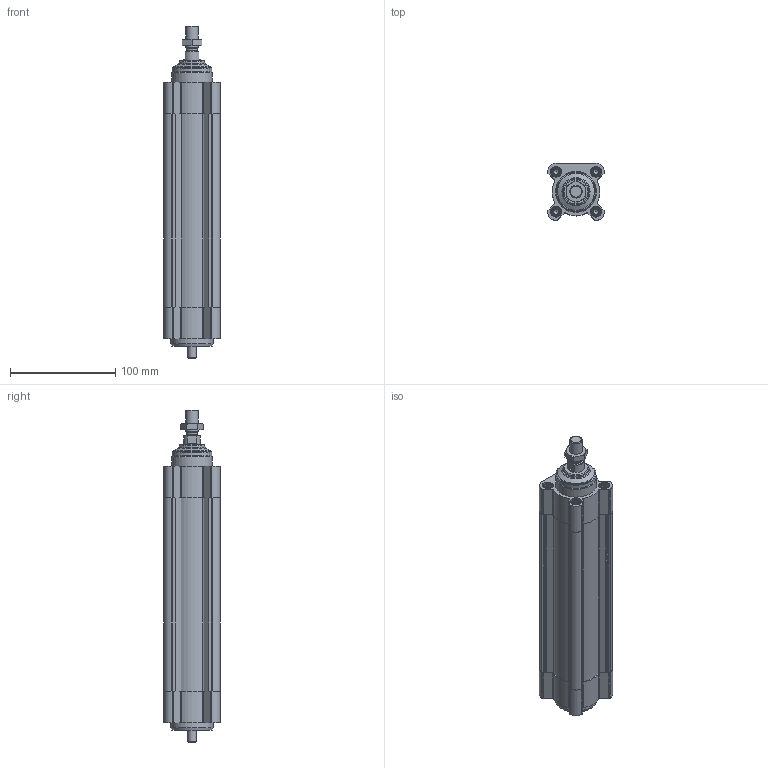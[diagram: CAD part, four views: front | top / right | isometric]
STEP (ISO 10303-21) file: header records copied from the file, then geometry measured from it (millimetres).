
FILE_DESCRIPTION(/* description */ ('STEP AP214'),/* implementation_level */ '2;1');
FILE_NAME(/* name */ '8022581_ESBF-BS-40-100-16P',/* time_stamp */ '2024-08-28T05:49:10+02:00',/* author */ ('License CC BY-ND 4.0'),/* organization */ ('CADENAS'),/* preprocessor_version */ 'ST-DEVELOPER v19.3',/* originating_system */ 'PARTsolutions',/* authorisation */ ' ');
FILE_SCHEMA (('AUTOMOTIVE_DESIGN {1 0 10303 214 3 1 1}'));
Length unit declared in the file: millimetre
Products named in the file (6): 8022581 ESBF-BS-40-100-16P---(0); ESBF-BS-40-100---(ZR_-_-); ESBF-BS-40-100-5P---(KS_0); DIN-439-B - M12x1.25(F); 717739 GUK M10x0.75; ESBF-BS-40-ESBF-BS-40---(KSA)
Assembly tree (5 placements, depth 2):
  8022581 ESBF-BS-40-100-16P---(0)
    ESBF-BS-40-100---(ZR_-_-)
    ESBF-BS-40-100-5P---(KS_0)
    DIN-439-B - M12x1.25(F)
    717739 GUK M10x0.75
    ESBF-BS-40-ESBF-BS-40---(KSA)
Bounding box: 54 x 54 x 315.9 mm (x, y, z)
Volume: 501269.1 mm3; surface area: 127288.9 mm2
Topology: 5 solids, 5 shells, 495 faces, 1294 edges, 846 vertices
Faces by surface type: plane 312, cylinder 128, cone 52, torus 3
Full cylindrical faces by diameter (mm): 4.917 x8, 6 x8, 8 x1, 9 x8, 9.188 x1, 10 x3, 10.466 x1, 10.5 x8, 10.647 x1, 12 x1, 15 x1, 16 x1, 24 x2, 33 x1, 35.2 x1, 38 x1, 39 x1, 40 x3
Entity records: 17815 total; most frequent: CARTESIAN_POINT 3159, ORIENTED_EDGE 2334, DIRECTION 2256, EDGE_CURVE 1167, VERTEX_POINT 831, AXIS2_PLACEMENT_3D 804, FACE_BOUND 650, LINE 648
